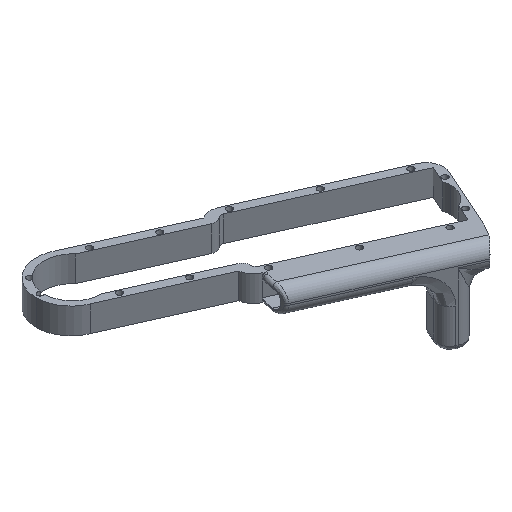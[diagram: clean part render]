
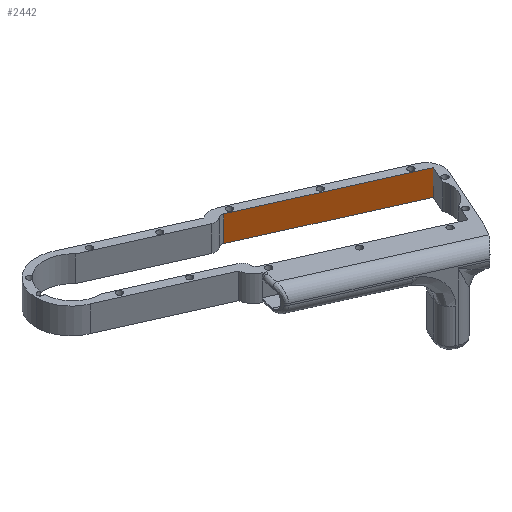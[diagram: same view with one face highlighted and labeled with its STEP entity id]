
A CAD part, isometric view. The second image highlights one B-rep face of the part: STEP entity #2442.
In plain terms, the highlighted planar face has unit normal (-0.407, -0.913, 0).
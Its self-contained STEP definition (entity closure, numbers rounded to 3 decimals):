
#16 = LINE ( 'NONE', #1356, #2633 ) ;
#82 = VERTEX_POINT ( 'NONE', #1494 ) ;
#150 = ORIENTED_EDGE ( 'NONE', *, *, #1784, .T. ) ;
#200 = DIRECTION ( 'NONE',  ( 0.913, -0.407, 0. ) ) ;
#559 = VECTOR ( 'NONE', #4054, 1000. ) ;
#568 = DIRECTION ( 'NONE',  ( -0.913, 0.407, 0. ) ) ;
#894 = DIRECTION ( 'NONE',  ( -0.913, 0.407, 0. ) ) ;
#940 = LINE ( 'NONE', #2309, #968 ) ;
#968 = VECTOR ( 'NONE', #894, 1000. ) ;
#1146 = CARTESIAN_POINT ( 'NONE',  ( -19.383, 52.95, -50.503 ) ) ;
#1188 = FACE_OUTER_BOUND ( 'NONE', #1268, .T. ) ;
#1268 = EDGE_LOOP ( 'NONE', ( #2907, #3682, #3989, #150 ) ) ;
#1315 = VECTOR ( 'NONE', #200, 1000. ) ;
#1356 = CARTESIAN_POINT ( 'NONE',  ( -103.726, 90.548, -15. ) ) ;
#1442 = CARTESIAN_POINT ( 'NONE',  ( -19.383, 52.95, -15. ) ) ;
#1494 = CARTESIAN_POINT ( 'NONE',  ( -19.383, 52.95, 0. ) ) ;
#1672 = CARTESIAN_POINT ( 'NONE',  ( -103.726, 90.548, -15. ) ) ;
#1784 = EDGE_CURVE ( 'NONE', #3149, #82, #4363, .T. ) ;
#1840 = DIRECTION ( 'NONE',  ( 0.407, 0.913, 0. ) ) ;
#1866 = EDGE_CURVE ( 'NONE', #2624, #3651, #16, .T. ) ;
#1986 = CARTESIAN_POINT ( 'NONE',  ( -19.383, 52.95, -50.503 ) ) ;
#2169 = CARTESIAN_POINT ( 'NONE',  ( -23.95, 54.986, -15. ) ) ;
#2309 = CARTESIAN_POINT ( 'NONE',  ( -19.383, 52.95, 0. ) ) ;
#2442 = ADVANCED_FACE ( 'NONE', ( #1188 ), #3618, .F. ) ;
#2534 = AXIS2_PLACEMENT_3D ( 'NONE', #1146, #1840, #568 ) ;
#2535 = LINE ( 'NONE', #2169, #1315 ) ;
#2624 = VERTEX_POINT ( 'NONE', #3389 ) ;
#2633 = VECTOR ( 'NONE', #2726, 1000. ) ;
#2726 = DIRECTION ( 'NONE',  ( 0., 0., -1. ) ) ;
#2907 = ORIENTED_EDGE ( 'NONE', *, *, #3420, .T. ) ;
#2976 = EDGE_CURVE ( 'NONE', #3651, #3149, #2535, .T. ) ;
#3149 = VERTEX_POINT ( 'NONE', #1442 ) ;
#3389 = CARTESIAN_POINT ( 'NONE',  ( -103.726, 90.548, 0. ) ) ;
#3420 = EDGE_CURVE ( 'NONE', #82, #2624, #940, .T. ) ;
#3618 = PLANE ( 'NONE',  #2534 ) ;
#3651 = VERTEX_POINT ( 'NONE', #1672 ) ;
#3682 = ORIENTED_EDGE ( 'NONE', *, *, #1866, .T. ) ;
#3989 = ORIENTED_EDGE ( 'NONE', *, *, #2976, .T. ) ;
#4054 = DIRECTION ( 'NONE',  ( 0., 0., 1. ) ) ;
#4363 = LINE ( 'NONE', #1986, #559 ) ;
